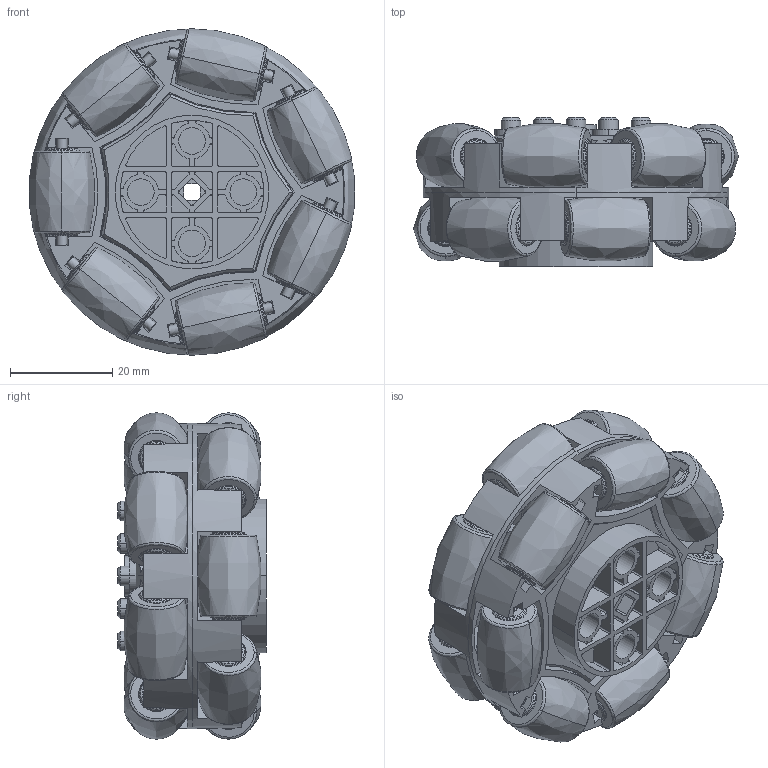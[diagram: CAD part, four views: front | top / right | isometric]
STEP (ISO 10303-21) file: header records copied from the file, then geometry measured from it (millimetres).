
FILE_DESCRIPTION (( 'STEP AP214' ), '1' );
FILE_NAME ('228-2536.STEP', '2019-10-11T14:21:46', ( '' ), ( '' ), 'SwSTEP 2.0', 'SolidWorks 2019', '' );
FILE_SCHEMA (( 'AUTOMOTIVE_DESIGN' ));
Length unit declared in the file: millimetre
Products named in the file (21): ROLLER-2.STEP; 228-2536-002-1.STEP; 228-2536-003-1.STEP; 228-2536-004-1.STEP; 228-2536.STEP; 228-2536-001-1.STEP; 228-2536; vex_rr_adapter
Assembly tree (59 placements, depth 4):
  228-2536
    228-2536.STEP
      ROLLER-2.STEP
        228-2536-004-1.STEP
        228-2536-003-1.STEP
        228-2536-002-1.STEP
      ROLLER-2.STEP
        228-2536-004-1.STEP
        228-2536-003-1.STEP
        228-2536-002-1.STEP
      ROLLER-2.STEP
        228-2536-004-1.STEP
        228-2536-003-1.STEP
        228-2536-002-1.STEP
      ROLLER-2.STEP
        228-2536-004-1.STEP
        228-2536-003-1.STEP
        228-2536-002-1.STEP
      ROLLER-2.STEP
        228-2536-004-1.STEP
        228-2536-003-1.STEP
        228-2536-002-1.STEP
      ROLLER-2.STEP
        228-2536-004-1.STEP
        228-2536-003-1.STEP
        228-2536-002-1.STEP
      ROLLER-2.STEP
        228-2536-004-1.STEP
        228-2536-003-1.STEP
        228-2536-002-1.STEP
      ROLLER-2.STEP
        228-2536-004-1.STEP
        228-2536-003-1.STEP
        228-2536-002-1.STEP
      ROLLER-2.STEP
        228-2536-004-1.STEP
        228-2536-003-1.STEP
        228-2536-002-1.STEP
      ROLLER-2.STEP
        228-2536-004-1.STEP
        228-2536-003-1.STEP
        228-2536-002-1.STEP
      ROLLER-2.STEP
        228-2536-004-1.STEP
        228-2536-003-1.STEP
        228-2536-002-1.STEP
      ROLLER-2.STEP
        228-2536-004-1.STEP
        228-2536-003-1.STEP
        228-2536-002-1.STEP
      ROLLER-2.STEP
        228-2536-004-1.STEP
        228-2536-003-1.STEP
        228-2536-002-1.STEP
      ROLLER-2.STEP
        228-2536-004-1.STEP
        228-2536-003-1.STEP
        228-2536-002-1.STEP
      228-2536-001-1.STEP
    vex_rr_adapter
Bounding box: 63.47 x 29.07 x 63.67 mm (x, y, z)
Volume: 53484.8 mm3; surface area: 52324.1 mm2
Topology: 45 solids, 45 shells, 2136 faces, 5071 edges, 3113 vertices
Faces by surface type: cylinder 702, plane 642, bspline 551, cone 241
Entity records: 37396 total; most frequent: CARTESIAN_POINT 11213, ORIENTED_EDGE 5514, DIRECTION 5266, EDGE_CURVE 2757, AXIS2_PLACEMENT_3D 1869, VERTEX_POINT 1813, VECTOR 1528, LINE 1528
